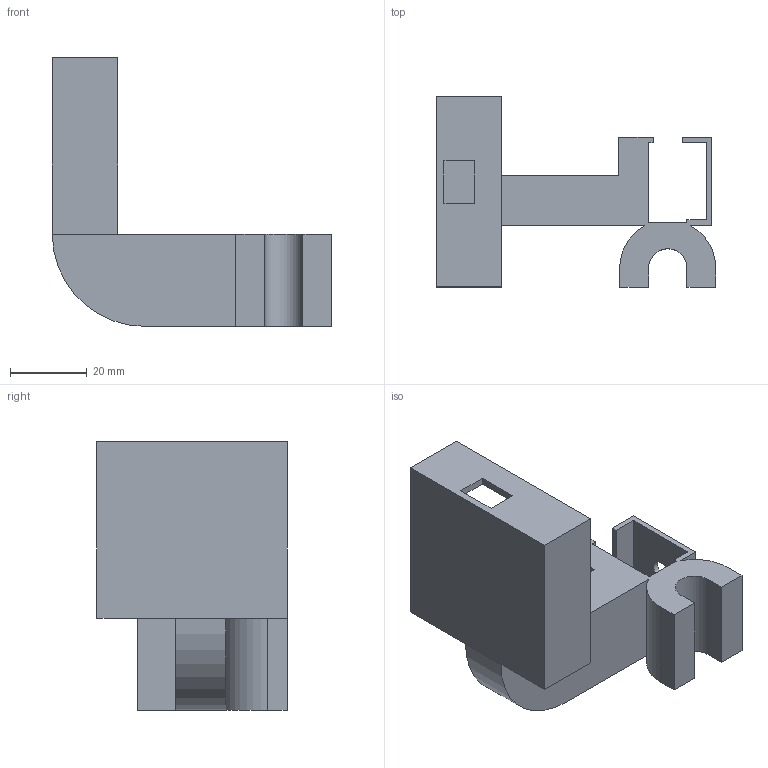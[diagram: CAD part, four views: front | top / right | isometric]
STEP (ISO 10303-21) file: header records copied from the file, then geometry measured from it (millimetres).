
FILE_DESCRIPTION(/* description */ (''),/* implementation_level */ '2;1');
FILE_NAME(/* name */ 'moton_ctrl_motor.step',/* time_stamp */ '2026-02-12T05:43:47+09:00',/* author */ (''),/* organization */ (''),/* preprocessor_version */ 'ST-DEVELOPER v20.1',/* originating_system */ 'Autodesk Translation Framework v14.21.0.0',/* authorisation */ '');
FILE_SCHEMA (('AUTOMOTIVE_DESIGN { 1 0 10303 214 3 1 1 }'));
Length unit declared in the file: millimetre
Products named in the file (1): moton_ctrl_motor
Bounding box: 72.8 x 49.52 x 70 mm (x, y, z)
Volume: 37393.5 mm3; surface area: 19318.1 mm2
Topology: 1 solids, 1 shells, 47 faces, 131 edges, 86 vertices
Faces by surface type: plane 42, cylinder 5
Full cylindrical faces by diameter (mm): 5.1 x1
Entity records: 1524 total; most frequent: CARTESIAN_POINT 265, ORIENTED_EDGE 262, DIRECTION 237, EDGE_CURVE 131, LINE 121, VECTOR 121, VERTEX_POINT 86, AXIS2_PLACEMENT_3D 58
